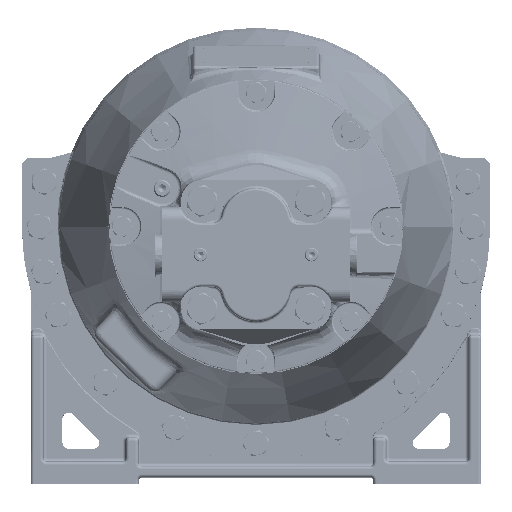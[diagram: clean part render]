
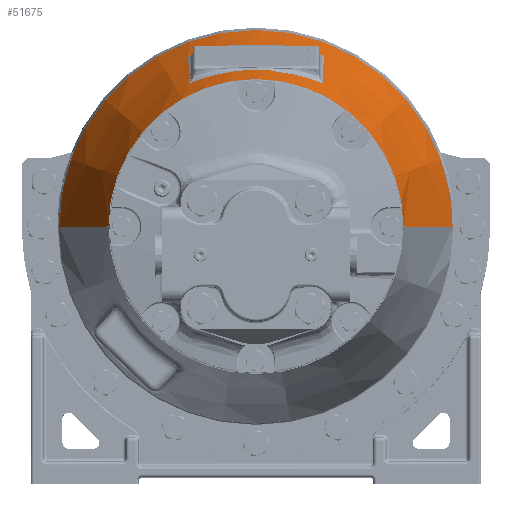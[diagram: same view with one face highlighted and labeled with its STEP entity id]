
A CAD part, top view. The second image highlights one B-rep face of the part: STEP entity #51675.
In plain terms, the highlighted conical face has half-angle 20 degrees and reference radius 172.244 mm.
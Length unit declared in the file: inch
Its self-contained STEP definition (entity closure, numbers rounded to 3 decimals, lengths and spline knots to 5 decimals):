
#44387=DIRECTION('',(0.342,0.,-0.94));
#44388=VECTOR('',#44387,5.66487);
#44389=CARTESIAN_POINT('',(5.8125,0.,-0.24525));
#44390=LINE('',#44389,#44388);
#44391=CARTESIAN_POINT('',(0.,0.,-0.24525));
#44392=DIRECTION('',(0.,0.,-1.));
#44393=DIRECTION('',(-1.,0.,0.));
#44394=AXIS2_PLACEMENT_3D('',#44391,#44392,#44393);
#44396=DIRECTION('',(0.342,0.,0.94));
#44397=VECTOR('',#44396,5.66487);
#44398=CARTESIAN_POINT('',(-7.75,0.,-5.56849));
#44399=LINE('',#44398,#44397);
#44400=CARTESIAN_POINT('',(0.,0.,-5.56849));
#44401=DIRECTION('',(0.,0.,1.));
#44402=DIRECTION('',(1.,0.,0.));
#44403=AXIS2_PLACEMENT_3D('',#44400,#44401,#44402);
#44405=CARTESIAN_POINT('',(-2.65001,5.63431,
-1.38242));
#44406=CARTESIAN_POINT('',(-2.65524,6.00511,
-2.31041));
#44407=CARTESIAN_POINT('',(-2.65968,6.37118,
-3.24088));
#44408=CARTESIAN_POINT('',(-2.66359,6.73426,
-4.17246));
#44410=CARTESIAN_POINT('',(-1.52909,5.98564,
-1.24907));
#44411=CARTESIAN_POINT('',(-1.91147,5.90015,
-1.28153));
#44412=CARTESIAN_POINT('',(-2.2868,5.78252,
-1.32618));
#44413=CARTESIAN_POINT('',(-2.65001,5.63431,
-1.38242));
#44415=CARTESIAN_POINT('',(1.52909,5.98564,
-1.24907));
#44416=CARTESIAN_POINT('',(1.46598,5.99975,
-1.24372));
#44417=CARTESIAN_POINT('',(1.3392,6.02728,
-1.23639));
#44418=CARTESIAN_POINT('',(1.08479,6.07797,
-1.23198));
#44419=CARTESIAN_POINT('',(0.7658,6.13117,
-1.24052));
#44420=CARTESIAN_POINT('',(0.44362,6.16664,
-1.25548));
#44421=CARTESIAN_POINT('',(0.18503,6.18124,
-1.26319));
#44422=CARTESIAN_POINT('',(-0.07219,6.1859,
-1.26591));
#44423=CARTESIAN_POINT('',(-0.39195,6.17263,
-1.25797));
#44424=CARTESIAN_POINT('',(-0.77293,6.13007,
-1.24022));
#44425=CARTESIAN_POINT('',(-1.08869,6.07723,
-1.23199));
#44426=CARTESIAN_POINT('',(-1.34054,6.02699,
-1.23646));
#44427=CARTESIAN_POINT('',(-1.46626,5.99968,
-1.24374));
#44428=CARTESIAN_POINT('',(-1.52909,5.98564,
-1.24907));
#44430=CARTESIAN_POINT('',(2.65001,5.63431,
-1.38242));
#44431=CARTESIAN_POINT('',(2.2868,5.78252,
-1.32618));
#44432=CARTESIAN_POINT('',(1.91147,5.90015,
-1.28153));
#44433=CARTESIAN_POINT('',(1.52909,5.98564,
-1.24907));
#44435=CARTESIAN_POINT('',(2.66359,6.73426,
-4.17246));
#44436=CARTESIAN_POINT('',(2.65968,6.37118,
-3.24088));
#44437=CARTESIAN_POINT('',(2.65524,6.00511,
-2.31041));
#44438=CARTESIAN_POINT('',(2.65001,5.63431,
-1.38242));
#44440=CARTESIAN_POINT('',(1.65732,7.01069,
-4.06815));
#44441=CARTESIAN_POINT('',(1.99805,6.94011,
-4.09479));
#44442=CARTESIAN_POINT('',(2.33436,6.84772,
-4.12966));
#44443=CARTESIAN_POINT('',(2.66359,6.73426,
-4.17246));
#44445=CARTESIAN_POINT('',(-1.65732,7.01069,
-4.06815));
#44446=CARTESIAN_POINT('',(-1.58878,7.02489,
-4.06279));
#44447=CARTESIAN_POINT('',(-1.45128,7.05051,
-4.05));
#44448=CARTESIAN_POINT('',(-1.24432,7.08155,
-4.02722));
#44449=CARTESIAN_POINT('',(-1.03645,7.10597,
-4.00283));
#44450=CARTESIAN_POINT('',(-0.82818,7.1244,
-3.9787));
#44451=CARTESIAN_POINT('',(-0.61933,7.13755,
-3.95666));
#44452=CARTESIAN_POINT('',(-0.40952,7.1461,
-3.93869));
#44453=CARTESIAN_POINT('',(-0.20034,7.15075,
-3.92697));
#44454=CARTESIAN_POINT('',(0.0082,7.15213,
-3.92309));
#44455=CARTESIAN_POINT('',(0.21609,7.15051,
-3.92761));
#44456=CARTESIAN_POINT('',(0.49244,7.14403,
-3.94377));
#44457=CARTESIAN_POINT('',(0.83651,7.12637,
-3.97864));
#44458=CARTESIAN_POINT('',(1.17914,7.09138,
-4.02007));
#44459=CARTESIAN_POINT('',(1.45257,7.05028,
-4.05013));
#44460=CARTESIAN_POINT('',(1.5891,7.02482,
-4.06282));
#44461=CARTESIAN_POINT('',(1.65732,7.01069,
-4.06815));
#44463=CARTESIAN_POINT('',(-2.66359,6.73426,
-4.17246));
#44464=CARTESIAN_POINT('',(-2.33436,6.84772,
-4.12966));
#44465=CARTESIAN_POINT('',(-1.99805,6.94011,
-4.09479));
#44466=CARTESIAN_POINT('',(-1.65732,7.01069,
-4.06815));
#49089=CARTESIAN_POINT('',(5.8125,0.,-0.24525));
#49090=CARTESIAN_POINT('',(7.75,0.,-5.56849));
#49091=VERTEX_POINT('',#49089);
#49092=VERTEX_POINT('',#49090);
#49121=VERTEX_POINT('',#44405);
#49122=VERTEX_POINT('',#44408);
#49123=CARTESIAN_POINT('',(-7.75,0.,-5.56849));
#49124=VERTEX_POINT('',#49123);
#49125=CARTESIAN_POINT('',(-5.8125,0.,-0.24525));
#49126=VERTEX_POINT('',#49125);
#49152=VERTEX_POINT('',#44466);
#49153=VERTEX_POINT('',#44410);
#49184=VERTEX_POINT('',#44461);
#49185=VERTEX_POINT('',#44415);
#49261=VERTEX_POINT('',#44443);
#49264=VERTEX_POINT('',#44430);
#51645=CARTESIAN_POINT('',(0.,0.,-2.90687));
#51646=DIRECTION('',(0.,0.,-1.));
#51647=DIRECTION('',(-1.,0.,0.));
#51648=AXIS2_PLACEMENT_3D('',#51645,#51646,#51647);
#51649=CONICAL_SURFACE('',#51648,6.78125,20.);
#51650=ORIENTED_EDGE('',*,*,#51611,.F.);
#51651=ORIENTED_EDGE('',*,*,#51573,.F.);
#51652=ORIENTED_EDGE('',*,*,#51615,.F.);
#51654=ORIENTED_EDGE('',*,*,#51653,.F.);
#51655=EDGE_LOOP('',(#51650,#51651,#51652,#51654));
#51656=FACE_OUTER_BOUND('',#51655,.F.);
#51658=ORIENTED_EDGE('',*,*,#51657,.F.);
#51660=ORIENTED_EDGE('',*,*,#51659,.F.);
#51662=ORIENTED_EDGE('',*,*,#51661,.F.);
#51664=ORIENTED_EDGE('',*,*,#51663,.F.);
#51666=ORIENTED_EDGE('',*,*,#51665,.F.);
#51668=ORIENTED_EDGE('',*,*,#51667,.F.);
#51670=ORIENTED_EDGE('',*,*,#51669,.F.);
#51672=ORIENTED_EDGE('',*,*,#51671,.F.);
#51673=EDGE_LOOP('',(#51658,#51660,#51662,#51664,#51666,#51668,#51670,#51672));
#51674=FACE_BOUND('',#51673,.F.);
#44395=CIRCLE('',#44394,5.8125);
#44404=CIRCLE('',#44403,7.75);
#44409=B_SPLINE_CURVE_WITH_KNOTS('',3,(#44405,#44406,#44407,#44408),
.UNSPECIFIED.,.F.,.F.,(4,4),(0.,1.),.UNSPECIFIED.);
#44414=B_SPLINE_CURVE_WITH_KNOTS('',3,(#44410,#44411,#44412,#44413),
.UNSPECIFIED.,.F.,.F.,(4,4),(0.,1.),.UNSPECIFIED.);
#44429=B_SPLINE_CURVE_WITH_KNOTS('',3,(#44415,#44416,#44417,#44418,#44419,
#44420,#44421,#44422,#44423,#44424,#44425,#44426,#44427,#44428),.UNSPECIFIED.,
.F.,.F.,(4,1,1,1,1,1,1,1,1,1,1,4),(0.,0.0625,0.125,
0.25,0.375,0.4375,0.5,
0.625,0.75,0.875,0.9375,1.),
.UNSPECIFIED.);
#44434=B_SPLINE_CURVE_WITH_KNOTS('',3,(#44430,#44431,#44432,#44433),
.UNSPECIFIED.,.F.,.F.,(4,4),(0.,1.),.UNSPECIFIED.);
#44439=B_SPLINE_CURVE_WITH_KNOTS('',3,(#44435,#44436,#44437,#44438),
.UNSPECIFIED.,.F.,.F.,(4,4),(0.,1.),.UNSPECIFIED.);
#44444=B_SPLINE_CURVE_WITH_KNOTS('',3,(#44440,#44441,#44442,#44443),
.UNSPECIFIED.,.F.,.F.,(4,4),(0.,1.),.UNSPECIFIED.);
#44462=B_SPLINE_CURVE_WITH_KNOTS('',3,(#44445,#44446,#44447,#44448,#44449,
#44450,#44451,#44452,#44453,#44454,#44455,#44456,#44457,#44458,#44459,#44460,
#44461),.UNSPECIFIED.,.F.,.F.,(4,1,1,1,1,1,1,1,1,1,1,1,1,1,4),(0.,
0.0625,0.125,0.1875,0.25,
0.3125,0.375,0.4375,0.5,
0.5625,0.625,0.75,0.875,
0.9375,1.),.UNSPECIFIED.);
#44467=B_SPLINE_CURVE_WITH_KNOTS('',3,(#44463,#44464,#44465,#44466),
.UNSPECIFIED.,.F.,.F.,(4,4),(0.,1.),.UNSPECIFIED.);
#51573=EDGE_CURVE('',#49126,#49091,#44395,.T.);
#51611=EDGE_CURVE('',#49091,#49092,#44390,.T.);
#51615=EDGE_CURVE('',#49124,#49126,#44399,.T.);
#51653=EDGE_CURVE('',#49092,#49124,#44404,.T.);
#51657=EDGE_CURVE('',#49121,#49122,#44409,.T.);
#51659=EDGE_CURVE('',#49153,#49121,#44414,.T.);
#51661=EDGE_CURVE('',#49185,#49153,#44429,.T.);
#51663=EDGE_CURVE('',#49264,#49185,#44434,.T.);
#51665=EDGE_CURVE('',#49261,#49264,#44439,.T.);
#51667=EDGE_CURVE('',#49184,#49261,#44444,.T.);
#51669=EDGE_CURVE('',#49152,#49184,#44462,.T.);
#51671=EDGE_CURVE('',#49122,#49152,#44467,.T.);
#51675=ADVANCED_FACE('',(#51656,#51674),#51649,.T.);
